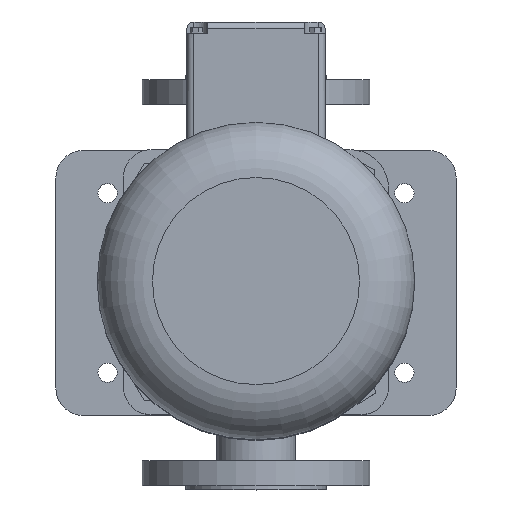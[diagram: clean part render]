
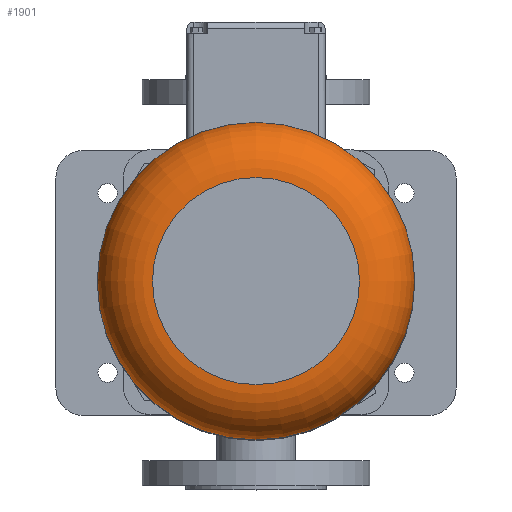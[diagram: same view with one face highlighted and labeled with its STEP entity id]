
A CAD part, top view. The second image highlights one B-rep face of the part: STEP entity #1901.
In plain terms, the highlighted toroidal (fillet/blend) face has major radius 75 mm and minor radius 40 mm.
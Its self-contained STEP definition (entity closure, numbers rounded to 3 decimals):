
#1901=ADVANCED_FACE('',(#5956,#5958),#5960,.T.);
#5956=FACE_OUTER_BOUND('',#5957,.T.);
#5957=EDGE_LOOP('',(#9459));
#5958=FACE_OUTER_BOUND('',#5959,.T.);
#5959=EDGE_LOOP('',(#9460));
#5960=TOROIDAL_SURFACE('',#5961,75.,40.);
#5961=AXIS2_PLACEMENT_3D('',#5962,#5963,#5964);
#5962=CARTESIAN_POINT('',(0.,0.,767.));
#5963=DIRECTION('',(0.,0.,-1.));
#5964=DIRECTION('',(0.,1.,0.));
#9459=ORIENTED_EDGE('',*,*,#11488,.F.);
#9460=ORIENTED_EDGE('',*,*,#11490,.T.);
#11488=EDGE_CURVE('',#13301,#13301,#13302,.T.);
#11490=EDGE_CURVE('',#13305,#13305,#13306,.T.);
#13301=VERTEX_POINT('',#17015);
#13302=CIRCLE('',#17016,115.);
#13305=VERTEX_POINT('',#17025);
#13306=CIRCLE('',#17026,75.);
#17015=CARTESIAN_POINT('',(0.,115.,767.));
#17016=AXIS2_PLACEMENT_3D('',#17017,#17018,#17019);
#17017=CARTESIAN_POINT('',(0.,0.,767.));
#17018=DIRECTION('',(0.,0.,-1.));
#17019=DIRECTION('',(0.,1.,0.));
#17025=CARTESIAN_POINT('',(0.,75.,807.));
#17026=AXIS2_PLACEMENT_3D('',#17027,#17028,#17029);
#17027=CARTESIAN_POINT('',(0.,0.,807.));
#17028=DIRECTION('',(0.,0.,-1.));
#17029=DIRECTION('',(0.,1.,0.));
